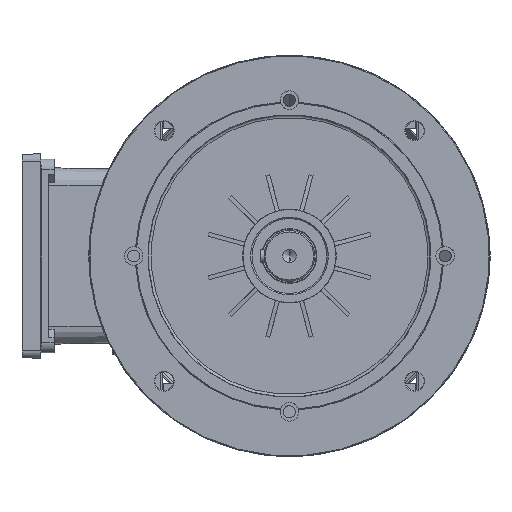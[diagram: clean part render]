
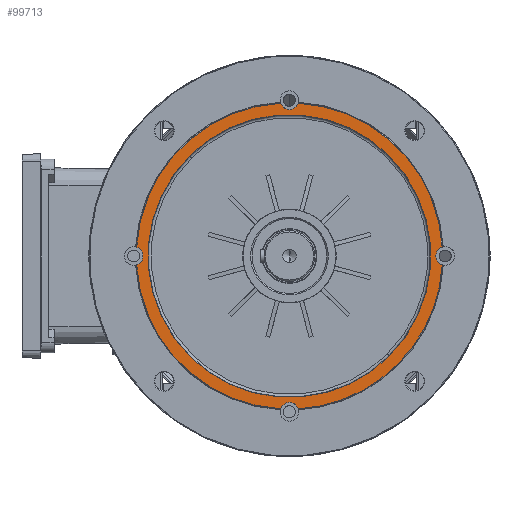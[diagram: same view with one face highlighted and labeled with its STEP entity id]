
A CAD part, left-side view. The second image highlights one B-rep face of the part: STEP entity #99713.
In plain terms, the highlighted face is planar.
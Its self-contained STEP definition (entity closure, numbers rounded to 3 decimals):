
#124 = CARTESIAN_POINT ( 'NONE',  ( 10., 0., 0. ) ) ;
#323 = CARTESIAN_POINT ( 'NONE',  ( 10., -82.378, 82.378 ) ) ;
#466 = VERTEX_POINT ( 'NONE', #79604 ) ;
#1586 = VERTEX_POINT ( 'NONE', #160933 ) ;
#1678 = DIRECTION ( 'NONE',  ( 0., 0., -1. ) ) ;
#1686 = CIRCLE ( 'NONE', #24075, 114.5 ) ;
#2275 = CARTESIAN_POINT ( 'NONE',  ( 10., -82.378, 75.378 ) ) ;
#2639 = ORIENTED_EDGE ( 'NONE', *, *, #153614, .T. ) ;
#4382 = AXIS2_PLACEMENT_3D ( 'NONE', #48748, #61157, #62011 ) ;
#4813 = CARTESIAN_POINT ( 'NONE',  ( 10., 82.378, -75.378 ) ) ;
#5799 = CARTESIAN_POINT ( 'NONE',  ( 10., 82.378, -82.378 ) ) ;
#5933 = VERTEX_POINT ( 'NONE', #52376 ) ;
#6137 = DIRECTION ( 'NONE',  ( 0., 0., -1. ) ) ;
#8573 = AXIS2_PLACEMENT_3D ( 'NONE', #36855, #91551, #117941 ) ;
#10674 = EDGE_LOOP ( 'NONE', ( #36551, #2639, #83159, #162288, #31987, #148789, #170411, #64523, #21491, #133300, #141584, #173734, #34719 ) ) ;
#11850 = VERTEX_POINT ( 'NONE', #80734 ) ;
#12781 = CIRCLE ( 'NONE', #125275, 114.5 ) ;
#12960 = VERTEX_POINT ( 'NONE', #2275 ) ;
#13159 = CIRCLE ( 'NONE', #117291, 7. ) ;
#13981 = DIRECTION ( 'NONE',  ( -1., 0., 0. ) ) ;
#14911 = DIRECTION ( 'NONE',  ( 1., 0., 0. ) ) ;
#15310 = DIRECTION ( 'NONE',  ( 0., 1., 0. ) ) ;
#21491 = ORIENTED_EDGE ( 'NONE', *, *, #102089, .F. ) ;
#21885 = VERTEX_POINT ( 'NONE', #172528 ) ;
#24075 = AXIS2_PLACEMENT_3D ( 'NONE', #107066, #40047, #108801 ) ;
#27026 = AXIS2_PLACEMENT_3D ( 'NONE', #164875, #156822, #6137 ) ;
#27463 = DIRECTION ( 'NONE',  ( 1., 0., 0. ) ) ;
#27874 = AXIS2_PLACEMENT_3D ( 'NONE', #130805, #172205, #63826 ) ;
#30731 = DIRECTION ( 'NONE',  ( -1., 0., 0. ) ) ;
#31987 = ORIENTED_EDGE ( 'NONE', *, *, #142375, .T. ) ;
#34364 = DIRECTION ( 'NONE',  ( 0., 0., -1. ) ) ;
#34719 = ORIENTED_EDGE ( 'NONE', *, *, #142796, .F. ) ;
#36551 = ORIENTED_EDGE ( 'NONE', *, *, #140407, .F. ) ;
#36855 = CARTESIAN_POINT ( 'NONE',  ( 10., -82.378, 82.378 ) ) ;
#37214 = DIRECTION ( 'NONE',  ( 0., 0., -1. ) ) ;
#40047 = DIRECTION ( 'NONE',  ( 1., 0., 0. ) ) ;
#42208 = CIRCLE ( 'NONE', #149144, 114.5 ) ;
#43492 = DIRECTION ( 'NONE',  ( 1., 0., 0. ) ) ;
#43809 = DIRECTION ( 'NONE',  ( 1., 0., 0. ) ) ;
#45076 = EDGE_CURVE ( 'NONE', #99249, #48059, #95148, .T. ) ;
#46334 = DIRECTION ( 'NONE',  ( 1., 0., 0. ) ) ;
#46722 = CARTESIAN_POINT ( 'NONE',  ( 10., -82.378, -82.378 ) ) ;
#48059 = VERTEX_POINT ( 'NONE', #162021 ) ;
#48748 = CARTESIAN_POINT ( 'NONE',  ( 10., 115., 0. ) ) ;
#50739 = CIRCLE ( 'NONE', #140839, 114.5 ) ;
#52376 = CARTESIAN_POINT ( 'NONE',  ( 10., 85.528, -76.127 ) ) ;
#59071 = AXIS2_PLACEMENT_3D ( 'NONE', #323, #161622, #15310 ) ;
#59188 = CIRCLE ( 'NONE', #84628, 114.5 ) ;
#59630 = CARTESIAN_POINT ( 'NONE',  ( 10., 0., 0. ) ) ;
#60335 = CARTESIAN_POINT ( 'NONE',  ( 10., 85.528, 76.127 ) ) ;
#61157 = DIRECTION ( 'NONE',  ( 1., 0., 0. ) ) ;
#62011 = DIRECTION ( 'NONE',  ( 0., 0., -1. ) ) ;
#63635 = CIRCLE ( 'NONE', #162152, 105.75 ) ;
#63826 = DIRECTION ( 'NONE',  ( 0., 0., 1. ) ) ;
#64523 = ORIENTED_EDGE ( 'NONE', *, *, #141798, .T. ) ;
#64578 = CARTESIAN_POINT ( 'NONE',  ( 10., -82.378, -75.378 ) ) ;
#65378 = VERTEX_POINT ( 'NONE', #126473 ) ;
#70685 = EDGE_CURVE ( 'NONE', #112998, #158954, #131870, .T. ) ;
#72700 = AXIS2_PLACEMENT_3D ( 'NONE', #46722, #88170, #141035 ) ;
#75460 = CIRCLE ( 'NONE', #114838, 7. ) ;
#75991 = EDGE_CURVE ( 'NONE', #65378, #21885, #159244, .T. ) ;
#76113 = EDGE_CURVE ( 'NONE', #48059, #99249, #63635, .T. ) ;
#77222 = CARTESIAN_POINT ( 'NONE',  ( 10., 82.378, -82.378 ) ) ;
#78640 = CARTESIAN_POINT ( 'NONE',  ( 10., 0., 0. ) ) ;
#79489 = DIRECTION ( 'NONE',  ( 1., 0., 0. ) ) ;
#79604 = CARTESIAN_POINT ( 'NONE',  ( 10., -76.127, -85.528 ) ) ;
#80614 = VERTEX_POINT ( 'NONE', #60335 ) ;
#80734 = CARTESIAN_POINT ( 'NONE',  ( 10., 0., 114.5 ) ) ;
#83159 = ORIENTED_EDGE ( 'NONE', *, *, #70685, .F. ) ;
#84380 = AXIS2_PLACEMENT_3D ( 'NONE', #77222, #93967, #147684 ) ;
#84628 = AXIS2_PLACEMENT_3D ( 'NONE', #124, #27463, #134135 ) ;
#85377 = DIRECTION ( 'NONE',  ( 0., 0., -1. ) ) ;
#87608 = FACE_BOUND ( 'NONE', #147890, .T. ) ;
#88170 = DIRECTION ( 'NONE',  ( 1., 0., 0. ) ) ;
#91551 = DIRECTION ( 'NONE',  ( 1., 0., 0. ) ) ;
#92576 = ORIENTED_EDGE ( 'NONE', *, *, #45076, .T. ) ;
#93967 = DIRECTION ( 'NONE',  ( 1., 0., 0. ) ) ;
#94464 = EDGE_CURVE ( 'NONE', #144455, #138556, #160364, .T. ) ;
#95148 = CIRCLE ( 'NONE', #120390, 105.75 ) ;
#99249 = VERTEX_POINT ( 'NONE', #129726 ) ;
#99713 = ADVANCED_FACE ( 'NONE', ( #166928, #87608 ), #100837, .T. ) ;
#100837 = PLANE ( 'NONE',  #4382 ) ;
#102089 = EDGE_CURVE ( 'NONE', #21885, #80614, #75460, .T. ) ;
#107066 = CARTESIAN_POINT ( 'NONE',  ( 10., 0., 0. ) ) ;
#108801 = DIRECTION ( 'NONE',  ( 0., 0., -1. ) ) ;
#112524 = CIRCLE ( 'NONE', #59071, 7. ) ;
#112998 = VERTEX_POINT ( 'NONE', #64578 ) ;
#114838 = AXIS2_PLACEMENT_3D ( 'NONE', #164246, #43492, #34364 ) ;
#117291 = AXIS2_PLACEMENT_3D ( 'NONE', #5799, #46334, #153005 ) ;
#117714 = EDGE_CURVE ( 'NONE', #11850, #1586, #12781, .T. ) ;
#117941 = DIRECTION ( 'NONE',  ( 0., 1., 0. ) ) ;
#118422 = CIRCLE ( 'NONE', #8573, 7. ) ;
#118878 = CARTESIAN_POINT ( 'NONE',  ( 10., 0., 0. ) ) ;
#120390 = AXIS2_PLACEMENT_3D ( 'NONE', #154094, #30731, #85377 ) ;
#125275 = AXIS2_PLACEMENT_3D ( 'NONE', #59630, #43809, #165457 ) ;
#125568 = CARTESIAN_POINT ( 'NONE',  ( 10., 76.127, -85.528 ) ) ;
#126473 = CARTESIAN_POINT ( 'NONE',  ( 10., 76.127, 85.528 ) ) ;
#129726 = CARTESIAN_POINT ( 'NONE',  ( 10., 0., -105.75 ) ) ;
#130805 = CARTESIAN_POINT ( 'NONE',  ( 10., -82.378, -82.378 ) ) ;
#131870 = CIRCLE ( 'NONE', #72700, 7. ) ;
#133300 = ORIENTED_EDGE ( 'NONE', *, *, #75991, .F. ) ;
#134135 = DIRECTION ( 'NONE',  ( 0., 0., -1. ) ) ;
#138556 = VERTEX_POINT ( 'NONE', #125568 ) ;
#139635 = EDGE_CURVE ( 'NONE', #466, #112998, #157316, .T. ) ;
#140407 = EDGE_CURVE ( 'NONE', #161257, #12960, #112524, .T. ) ;
#140839 = AXIS2_PLACEMENT_3D ( 'NONE', #162989, #14911, #1678 ) ;
#141035 = DIRECTION ( 'NONE',  ( 0., 0., 1. ) ) ;
#141584 = ORIENTED_EDGE ( 'NONE', *, *, #165863, .T. ) ;
#141798 = EDGE_CURVE ( 'NONE', #5933, #80614, #42208, .T. ) ;
#142375 = EDGE_CURVE ( 'NONE', #466, #138556, #50739, .T. ) ;
#142796 = EDGE_CURVE ( 'NONE', #12960, #1586, #118422, .T. ) ;
#144455 = VERTEX_POINT ( 'NONE', #4813 ) ;
#145827 = CARTESIAN_POINT ( 'NONE',  ( 10., -85.528, -76.127 ) ) ;
#147684 = DIRECTION ( 'NONE',  ( 0., -1., 0. ) ) ;
#147890 = EDGE_LOOP ( 'NONE', ( #92576, #154072 ) ) ;
#148789 = ORIENTED_EDGE ( 'NONE', *, *, #94464, .F. ) ;
#149144 = AXIS2_PLACEMENT_3D ( 'NONE', #78640, #79489, #37214 ) ;
#153005 = DIRECTION ( 'NONE',  ( 0., -1., 0. ) ) ;
#153614 = EDGE_CURVE ( 'NONE', #161257, #158954, #1686, .T. ) ;
#154072 = ORIENTED_EDGE ( 'NONE', *, *, #76113, .T. ) ;
#154094 = CARTESIAN_POINT ( 'NONE',  ( 10., 0., 0. ) ) ;
#154285 = EDGE_CURVE ( 'NONE', #5933, #144455, #13159, .T. ) ;
#156822 = DIRECTION ( 'NONE',  ( 1., 0., 0. ) ) ;
#157316 = CIRCLE ( 'NONE', #27874, 7. ) ;
#158954 = VERTEX_POINT ( 'NONE', #145827 ) ;
#159244 = CIRCLE ( 'NONE', #27026, 7. ) ;
#160364 = CIRCLE ( 'NONE', #84380, 7. ) ;
#160933 = CARTESIAN_POINT ( 'NONE',  ( 10., -76.127, 85.528 ) ) ;
#161257 = VERTEX_POINT ( 'NONE', #163044 ) ;
#161622 = DIRECTION ( 'NONE',  ( 1., 0., 0. ) ) ;
#162021 = CARTESIAN_POINT ( 'NONE',  ( 10., 0., 105.75 ) ) ;
#162152 = AXIS2_PLACEMENT_3D ( 'NONE', #118878, #13981, #172648 ) ;
#162288 = ORIENTED_EDGE ( 'NONE', *, *, #139635, .F. ) ;
#162989 = CARTESIAN_POINT ( 'NONE',  ( 10., 0., 0. ) ) ;
#163044 = CARTESIAN_POINT ( 'NONE',  ( 10., -85.528, 76.127 ) ) ;
#164246 = CARTESIAN_POINT ( 'NONE',  ( 10., 82.378, 82.378 ) ) ;
#164875 = CARTESIAN_POINT ( 'NONE',  ( 10., 82.378, 82.378 ) ) ;
#165457 = DIRECTION ( 'NONE',  ( 0., 0., -1. ) ) ;
#165863 = EDGE_CURVE ( 'NONE', #65378, #11850, #59188, .T. ) ;
#166928 = FACE_OUTER_BOUND ( 'NONE', #10674, .T. ) ;
#170411 = ORIENTED_EDGE ( 'NONE', *, *, #154285, .F. ) ;
#172205 = DIRECTION ( 'NONE',  ( 1., 0., 0. ) ) ;
#172528 = CARTESIAN_POINT ( 'NONE',  ( 10., 82.378, 75.378 ) ) ;
#172648 = DIRECTION ( 'NONE',  ( 0., 0., -1. ) ) ;
#173734 = ORIENTED_EDGE ( 'NONE', *, *, #117714, .T. ) ;
